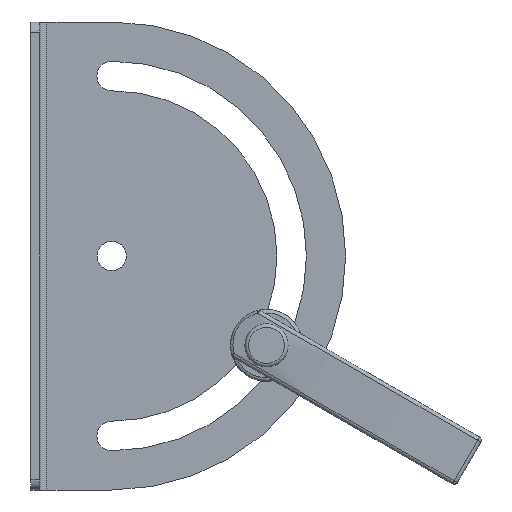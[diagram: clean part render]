
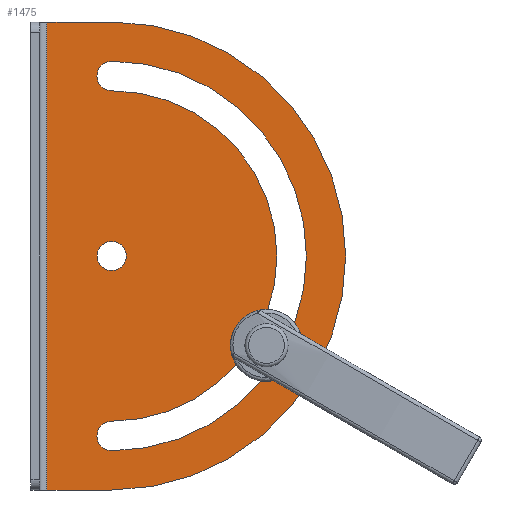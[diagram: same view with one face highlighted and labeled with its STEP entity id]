
A CAD part, front view. The second image highlights one B-rep face of the part: STEP entity #1475.
In plain terms, the highlighted face is planar.
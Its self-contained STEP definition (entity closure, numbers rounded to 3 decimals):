
#94=FACE_BOUND('',#263,.T.);
#95=FACE_BOUND('',#264,.T.);
#116=PLANE('',#1758);
#169=FACE_OUTER_BOUND('',#262,.T.);
#262=EDGE_LOOP('',(#1121,#1122,#1123,#1124));
#263=EDGE_LOOP('',(#1125));
#264=EDGE_LOOP('',(#1126,#1127,#1128,#1129));
#342=LINE('',#2411,#449);
#352=LINE('',#2444,#459);
#377=LINE('',#2529,#484);
#449=VECTOR('',#1916,18.);
#459=VECTOR('',#1944,130.);
#484=VECTOR('',#2043,18.);
#568=CIRCLE('',#1740,4.05);
#569=CIRCLE('',#1742,4.1);
#571=CIRCLE('',#1745,54.1);
#573=CIRCLE('',#1748,4.1);
#575=CIRCLE('',#1751,45.9);
#577=CIRCLE('',#1754,65.);
#648=VERTEX_POINT('',#2408);
#649=VERTEX_POINT('',#2410);
#663=VERTEX_POINT('',#2442);
#676=VERTEX_POINT('',#2494);
#677=VERTEX_POINT('',#2498);
#678=VERTEX_POINT('',#2499);
#681=VERTEX_POINT('',#2507);
#683=VERTEX_POINT('',#2513);
#685=VERTEX_POINT('',#2522);
#788=EDGE_CURVE('',#648,#649,#342,.T.);
#805=EDGE_CURVE('',#663,#648,#352,.T.);
#831=EDGE_CURVE('',#676,#676,#568,.T.);
#832=EDGE_CURVE('',#677,#678,#569,.T.);
#836=EDGE_CURVE('',#678,#681,#571,.T.);
#839=EDGE_CURVE('',#681,#683,#573,.T.);
#842=EDGE_CURVE('',#683,#677,#575,.T.);
#844=EDGE_CURVE('',#649,#685,#577,.T.);
#848=EDGE_CURVE('',#685,#663,#377,.T.);
#1121=ORIENTED_EDGE('',*,*,#805,.F.);
#1122=ORIENTED_EDGE('',*,*,#848,.F.);
#1123=ORIENTED_EDGE('',*,*,#844,.F.);
#1124=ORIENTED_EDGE('',*,*,#788,.F.);
#1125=ORIENTED_EDGE('',*,*,#831,.T.);
#1126=ORIENTED_EDGE('',*,*,#832,.T.);
#1127=ORIENTED_EDGE('',*,*,#836,.T.);
#1128=ORIENTED_EDGE('',*,*,#839,.T.);
#1129=ORIENTED_EDGE('',*,*,#842,.T.);
#1475=ADVANCED_FACE('',(#169,#94,#95),#116,.T.);
#1740=AXIS2_PLACEMENT_3D('',#2496,#2003,#2004);
#1742=AXIS2_PLACEMENT_3D('',#2500,#2007,#2008);
#1745=AXIS2_PLACEMENT_3D('',#2508,#2015,#2016);
#1748=AXIS2_PLACEMENT_3D('',#2514,#2022,#2023);
#1751=AXIS2_PLACEMENT_3D('',#2519,#2029,#2030);
#1754=AXIS2_PLACEMENT_3D('',#2523,#2035,#2036);
#1758=AXIS2_PLACEMENT_3D('',#2531,#2046,#2047);
#1916=DIRECTION('',(0.,1.,0.));
#1944=DIRECTION('',(-1.,0.,0.));
#2003=DIRECTION('center_axis',(0.,0.,-1.));
#2004=DIRECTION('ref_axis',(1.,0.,0.));
#2007=DIRECTION('center_axis',(0.,0.,-1.));
#2008=DIRECTION('ref_axis',(1.,0.,0.));
#2015=DIRECTION('center_axis',(0.,0.,-1.));
#2016=DIRECTION('ref_axis',(-1.,0.,0.));
#2022=DIRECTION('center_axis',(0.,0.,-1.));
#2023=DIRECTION('ref_axis',(1.,0.,0.));
#2029=DIRECTION('center_axis',(0.,0.,1.));
#2030=DIRECTION('ref_axis',(1.,0.,0.));
#2035=DIRECTION('center_axis',(0.,0.,-1.));
#2036=DIRECTION('ref_axis',(1.,0.,0.));
#2043=DIRECTION('',(0.,-1.,0.));
#2046=DIRECTION('center_axis',(0.,0.,1.));
#2047=DIRECTION('ref_axis',(1.,0.,0.));
#2408=CARTESIAN_POINT('',(-65.,4.5,2.5));
#2410=CARTESIAN_POINT('',(-65.,22.5,2.5));
#2411=CARTESIAN_POINT('',(-65.,4.5,2.5));
#2442=CARTESIAN_POINT('',(65.,4.5,2.5));
#2444=CARTESIAN_POINT('',(65.,4.5,2.5));
#2494=CARTESIAN_POINT('',(4.05,22.5,2.5));
#2496=CARTESIAN_POINT('Origin',(0.,22.5,2.5));
#2498=CARTESIAN_POINT('',(-45.9,22.5,2.5));
#2499=CARTESIAN_POINT('',(-54.1,22.5,2.5));
#2500=CARTESIAN_POINT('Origin',(-50.,22.5,2.5));
#2507=CARTESIAN_POINT('',(54.1,22.5,2.5));
#2508=CARTESIAN_POINT('Origin',(0.,22.5,2.5));
#2513=CARTESIAN_POINT('',(45.9,22.5,2.5));
#2514=CARTESIAN_POINT('Origin',(50.,22.5,2.5));
#2519=CARTESIAN_POINT('Origin',(0.,22.5,2.5));
#2522=CARTESIAN_POINT('',(65.,22.5,2.5));
#2523=CARTESIAN_POINT('Origin',(0.,22.5,2.5));
#2529=CARTESIAN_POINT('',(65.,22.5,2.5));
#2531=CARTESIAN_POINT('Origin',(0.,33.542,2.5));
